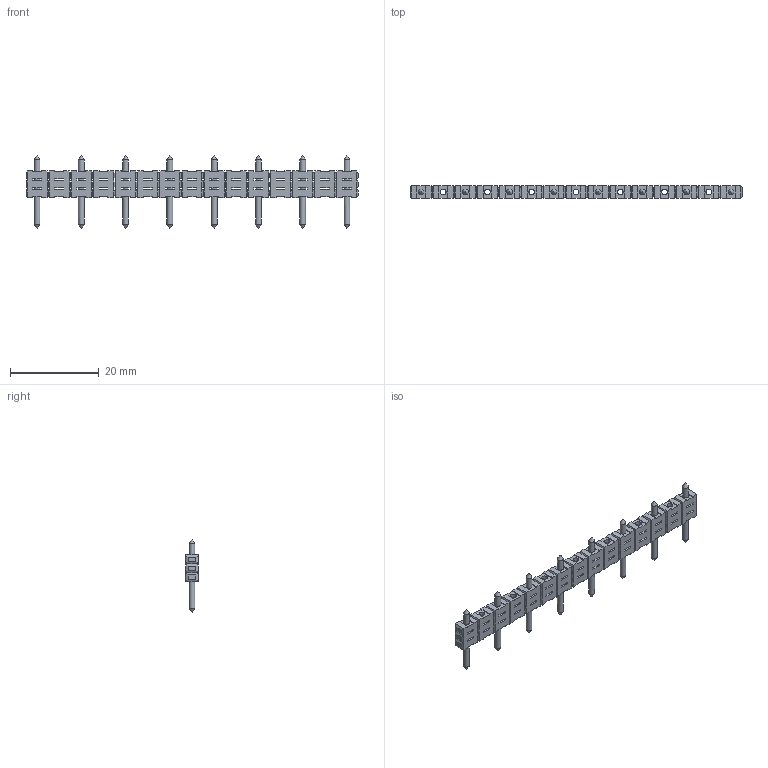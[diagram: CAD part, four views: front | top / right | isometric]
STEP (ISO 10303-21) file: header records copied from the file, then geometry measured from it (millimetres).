
FILE_DESCRIPTION(('STEP AP214'),'1');
FILE_NAME('PVST08-10.stp','2018-11-21T10:48:47',(' '),(' '),'Spatial InterOp 3D',' ',' ');
FILE_SCHEMA(('AUTOMOTIVE_DESIGN { 1 0 10303 214 1 1 1 1 }'));
Length unit declared in the file: metre
Products named in the file (1): 1
Bounding box: 75 x 2.8 x 16.5 mm (x, y, z)
Volume: 1178.2 mm3; surface area: 2319.6 mm2
Topology: 1 solids, 1 shells, 735 faces, 1884 edges, 1095 vertices
Faces by surface type: plane 666, cylinder 53, cone 16
Full cylindrical faces by diameter (mm): 1.3 x53
Entity records: 26563 total; most frequent: CARTESIAN_POINT 3508, ORIENTED_EDGE 3476, DIRECTION 3316, EDGE_CURVE 1738, LINE 1632, VECTOR 1632, VERTEX_POINT 1034, EDGE_LOOP 938
